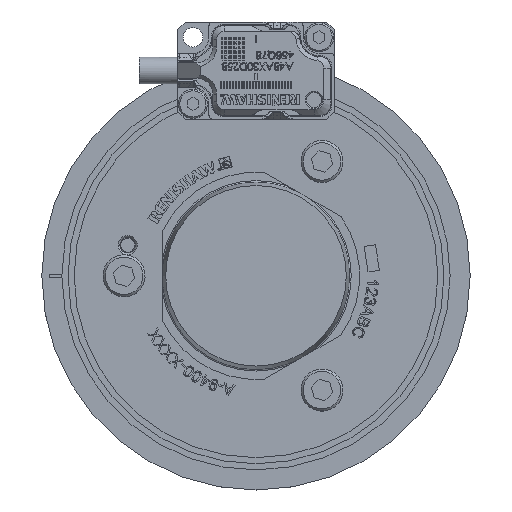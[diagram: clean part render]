
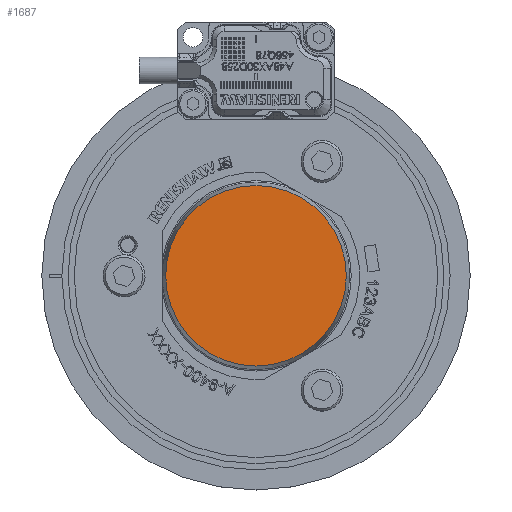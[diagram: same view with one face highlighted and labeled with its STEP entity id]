
A CAD part, top view. The second image highlights one B-rep face of the part: STEP entity #1687.
In plain terms, the highlighted face is planar.
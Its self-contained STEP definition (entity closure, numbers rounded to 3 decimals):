
#766=FACE_OUTER_BOUND('',#7187,.T.);
#1687=ADVANCED_FACE('',(#766),#2648,.T.);
#2648=PLANE('',#19057);
#3342=CIRCLE('',#19056,11.803);
#7187=EDGE_LOOP('',(#8871));
#8871=ORIENTED_EDGE('',*,*,#15772,.T.);
#13878=VERTEX_POINT('',#25845);
#15772=EDGE_CURVE('',#13878,#13878,#3342,.T.);
#19056=AXIS2_PLACEMENT_3D('',#25844,#20604,#20605);
#19057=AXIS2_PLACEMENT_3D('',#25846,#20606,#20607);
#20604=DIRECTION('',(1.,0.,0.));
#20605=DIRECTION('',(0.,1.,0.));
#20606=DIRECTION('',(1.,0.,0.));
#20607=DIRECTION('',(0.,1.,0.));
#25844=CARTESIAN_POINT('',(17.,0.,0.));
#25845=CARTESIAN_POINT('',(17.,11.803,0.));
#25846=CARTESIAN_POINT('',(17.,12.247,0.));
